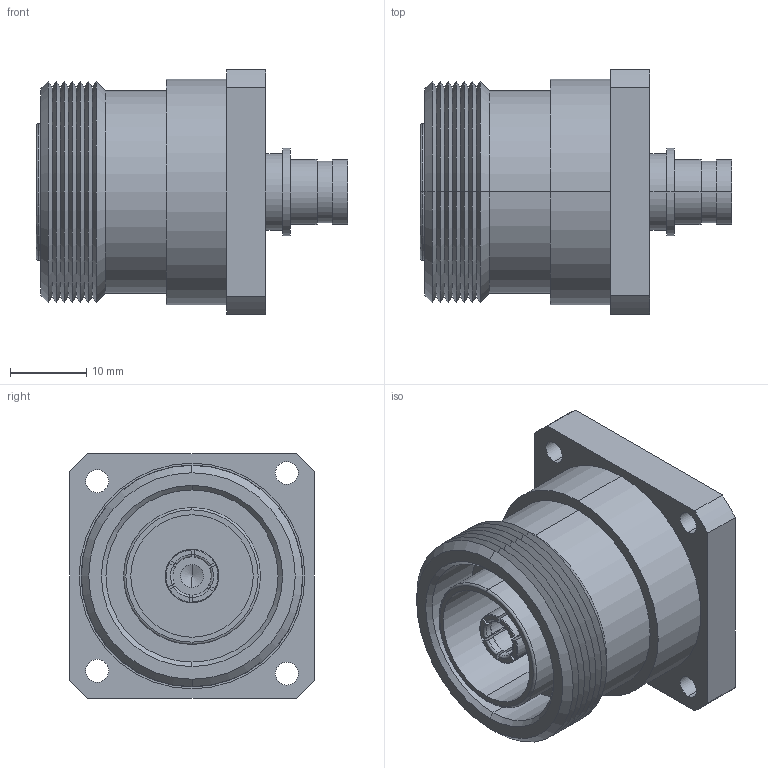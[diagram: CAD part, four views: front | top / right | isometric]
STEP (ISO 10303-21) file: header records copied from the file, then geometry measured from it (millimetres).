
FILE_DESCRIPTION (( 'STEP AP214' ), '1' );
FILE_NAME ('TC-402-716F-PM-LP-FM.STEP', '2021-03-19T17:01:39', ( '' ), ( '' ), 'SwSTEP 2.0', 'SolidWorks 2020', '' );
FILE_SCHEMA (( 'AUTOMOTIVE_DESIGN' ));
Length unit declared in the file: inch
Products named in the file (1): TC-402-716F-PM-LP-FM
Bounding box: 40.7 x 32 x 32 mm (x, y, z)
Volume: 17388.8 mm3; surface area: 7973.2 mm2
Topology: 1 solids, 1 shells, 138 faces, 340 edges, 215 vertices
Faces by surface type: cylinder 44, plane 42, cone 38, torus 14
Entity records: 4361 total; most frequent: CARTESIAN_POINT 975, DIRECTION 740, ORIENTED_EDGE 676, EDGE_CURVE 338, AXIS2_PLACEMENT_3D 299, VERTEX_POINT 215, CIRCLE 160, EDGE_LOOP 159
